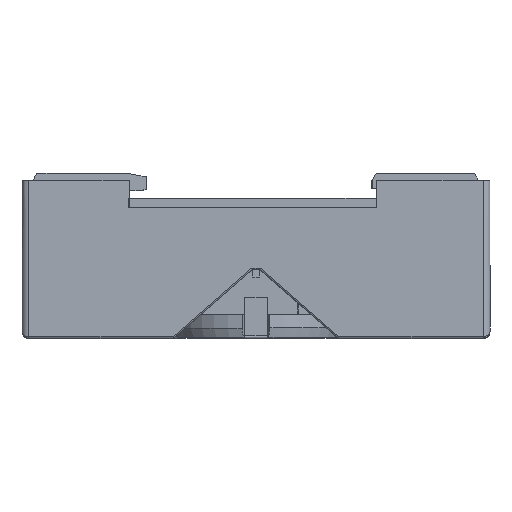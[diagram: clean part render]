
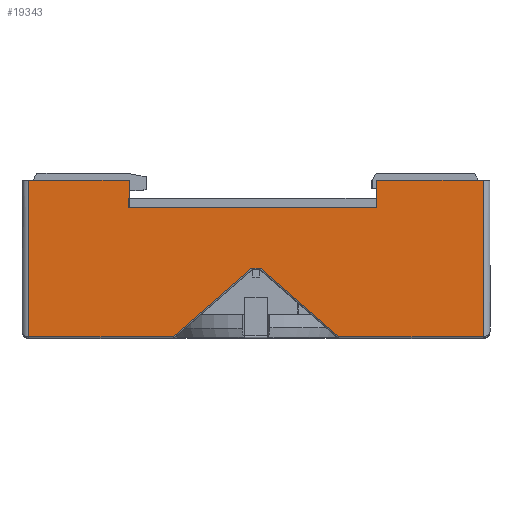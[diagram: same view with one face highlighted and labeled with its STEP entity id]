
A CAD part, top view. The second image highlights one B-rep face of the part: STEP entity #19343.
In plain terms, the highlighted planar face has unit normal (0, 0, 1).
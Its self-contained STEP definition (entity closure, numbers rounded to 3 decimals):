
#15250=CARTESIAN_POINT('',(-0.625,10.2,19.0));
#15251=VERTEX_POINT('',#15250);
#15259=CARTESIAN_POINT('',(-12.075,0.2,19.0));
#15260=VERTEX_POINT('',#15259);
#15261=CARTESIAN_POINT('',(-12.075,0.2,19.0));
#15262=DIRECTION('',(0.753,0.658,0.0));
#15263=VECTOR('',#15262,15.202);
#15264=LINE('',#15261,#15263);
#15265=EDGE_CURVE('',#15260,#15251,#15264,.T.);
#15378=CARTESIAN_POINT('',(-33.1,0.2,19.0));
#15379=VERTEX_POINT('',#15378);
#15387=CARTESIAN_POINT('',(-33.1,23.,19.0));
#15388=VERTEX_POINT('',#15387);
#15389=CARTESIAN_POINT('',(-33.1,23.,19.0));
#15390=DIRECTION('',(0.0,-1.0,0.0));
#15391=VECTOR('',#15390,22.8);
#15392=LINE('',#15389,#15391);
#15393=EDGE_CURVE('',#15388,#15379,#15392,.T.);
#16576=CARTESIAN_POINT('',(-18.5,19.,19.0));
#16577=VERTEX_POINT('',#16576);
#16584=CARTESIAN_POINT('',(17.6,19.,19.0));
#16585=VERTEX_POINT('',#16584);
#16586=CARTESIAN_POINT('',(17.6,19.,19.0));
#16587=DIRECTION('',(-1.0,0.0,0.0));
#16588=VECTOR('',#16587,36.1);
#16589=LINE('',#16586,#16588);
#16590=EDGE_CURVE('',#16585,#16577,#16589,.T.);
#19220=CARTESIAN_POINT('',(0.625,10.2,19.0));
#19221=VERTEX_POINT('',#19220);
#19229=CARTESIAN_POINT('',(-0.625,10.2,19.0));
#19230=DIRECTION('',(1.0,0.0,0.0));
#19231=VECTOR('',#19230,1.25);
#19232=LINE('',#19229,#19231);
#19233=EDGE_CURVE('',#15251,#19221,#19232,.T.);
#19274=CARTESIAN_POINT('',(34.1,0.,19.0));
#19275=DIRECTION('',(0.0,0.0,-1.0));
#19276=DIRECTION('',(-1.0,0.0,0.0));
#19277=AXIS2_PLACEMENT_3D('',#19274,#19275,#19276);
#19278=PLANE('',#19277);
#19279=CARTESIAN_POINT('',(12.075,0.2,19.0));
#19280=VERTEX_POINT('',#19279);
#19281=CARTESIAN_POINT('',(0.625,10.2,19.0));
#19282=DIRECTION('',(0.753,-0.658,0.0));
#19283=VECTOR('',#19282,15.202);
#19284=LINE('',#19281,#19283);
#19285=EDGE_CURVE('',#19221,#19280,#19284,.T.);
#19286=ORIENTED_EDGE('',*,*,#19285,.T.);
#19287=CARTESIAN_POINT('',(33.1,0.2,19.0));
#19288=VERTEX_POINT('',#19287);
#19289=CARTESIAN_POINT('',(12.075,0.2,19.0));
#19290=DIRECTION('',(1.0,0.0,0.0));
#19291=VECTOR('',#19290,21.025);
#19292=LINE('',#19289,#19291);
#19293=EDGE_CURVE('',#19280,#19288,#19292,.T.);
#19294=ORIENTED_EDGE('',*,*,#19293,.T.);
#19295=CARTESIAN_POINT('',(33.1,23.,19.0));
#19296=VERTEX_POINT('',#19295);
#19297=CARTESIAN_POINT('',(33.1,0.2,19.0));
#19298=DIRECTION('',(0.0,1.0,0.0));
#19299=VECTOR('',#19298,22.8);
#19300=LINE('',#19297,#19299);
#19301=EDGE_CURVE('',#19288,#19296,#19300,.T.);
#19302=ORIENTED_EDGE('',*,*,#19301,.T.);
#19303=CARTESIAN_POINT('',(17.6,23.,19.0));
#19304=VERTEX_POINT('',#19303);
#19305=CARTESIAN_POINT('',(33.1,23.,19.0));
#19306=DIRECTION('',(-1.0,0.0,0.0));
#19307=VECTOR('',#19306,15.5);
#19308=LINE('',#19305,#19307);
#19309=EDGE_CURVE('',#19296,#19304,#19308,.T.);
#19310=ORIENTED_EDGE('',*,*,#19309,.T.);
#19311=CARTESIAN_POINT('',(17.6,23.,19.0));
#19312=DIRECTION('',(0.0,-1.0,0.0));
#19313=VECTOR('',#19312,4.0);
#19314=LINE('',#19311,#19313);
#19315=EDGE_CURVE('',#19304,#16585,#19314,.T.);
#19316=ORIENTED_EDGE('',*,*,#19315,.T.);
#19317=ORIENTED_EDGE('',*,*,#16590,.T.);
#19318=CARTESIAN_POINT('',(-18.5,23.,19.0));
#19319=VERTEX_POINT('',#19318);
#19320=CARTESIAN_POINT('',(-18.5,19.,19.0));
#19321=DIRECTION('',(0.0,1.0,0.0));
#19322=VECTOR('',#19321,4.);
#19323=LINE('',#19320,#19322);
#19324=EDGE_CURVE('',#16577,#19319,#19323,.T.);
#19325=ORIENTED_EDGE('',*,*,#19324,.T.);
#19326=CARTESIAN_POINT('',(-18.5,23.,19.0));
#19327=DIRECTION('',(-1.0,0.0,0.0));
#19328=VECTOR('',#19327,14.6);
#19329=LINE('',#19326,#19328);
#19330=EDGE_CURVE('',#19319,#15388,#19329,.T.);
#19331=ORIENTED_EDGE('',*,*,#19330,.T.);
#19332=ORIENTED_EDGE('',*,*,#15393,.T.);
#19333=CARTESIAN_POINT('',(-33.1,0.2,19.0));
#19334=DIRECTION('',(1.0,0.0,0.0));
#19335=VECTOR('',#19334,21.025);
#19336=LINE('',#19333,#19335);
#19337=EDGE_CURVE('',#15379,#15260,#19336,.T.);
#19338=ORIENTED_EDGE('',*,*,#19337,.T.);
#19339=ORIENTED_EDGE('',*,*,#15265,.T.);
#19340=ORIENTED_EDGE('',*,*,#19233,.T.);
#19341=EDGE_LOOP('',(#19286,#19294,#19302,#19310,#19316,#19317,#19325,#19331,#19332,#19338,#19339,#19340));
#19342=FACE_OUTER_BOUND('',#19341,.T.);
#19343=ADVANCED_FACE('',(#19342),#19278,.F.);
